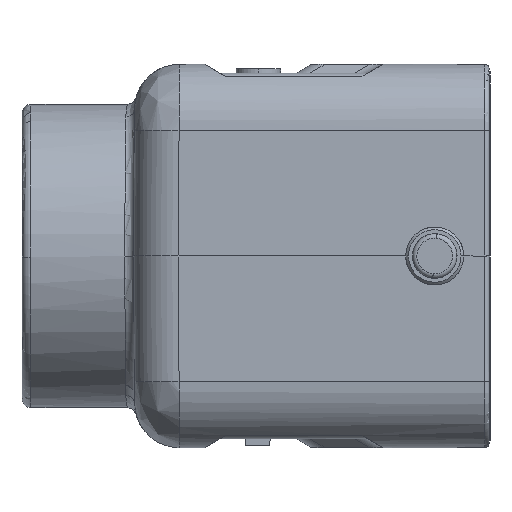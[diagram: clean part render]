
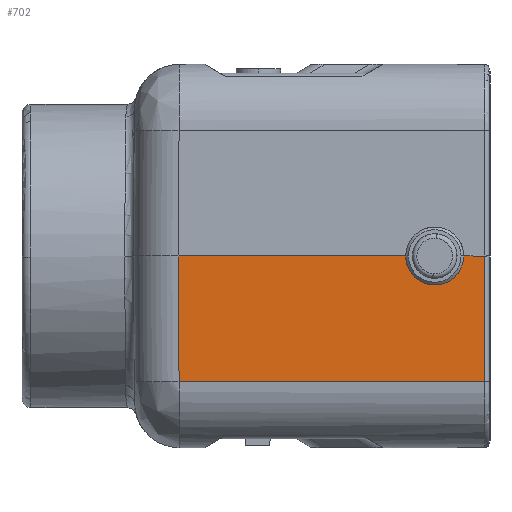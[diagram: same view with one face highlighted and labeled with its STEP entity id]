
A CAD part, left-side view. The second image highlights one B-rep face of the part: STEP entity #702.
In plain terms, the highlighted planar face has unit normal (-1, 0, -0.009).
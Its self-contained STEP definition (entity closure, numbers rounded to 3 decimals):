
#313=B_SPLINE_CURVE_WITH_KNOTS('',3,(#10756,#10757,#10758,#10759,#10760,
#10761,#10762,#10763,#10764,#10765),.UNSPECIFIED.,.F.,.F.,(4,2,2,2,4),(0.,
0.25,0.5,0.75,1.),.UNSPECIFIED.);
#316=B_SPLINE_CURVE_WITH_KNOTS('',3,(#10928,#10929,#10930,#10931,#10932,
#10933,#10934,#10935,#10936,#10937),.UNSPECIFIED.,.F.,.F.,(4,2,2,2,4),(0.,
0.25,0.5,0.75,1.),.UNSPECIFIED.);
#702=ADVANCED_FACE('NONE',(#1237),#1001,.T.);
#1001=PLANE('',#6469);
#1237=FACE_OUTER_BOUND('',#1588,.T.);
#1588=EDGE_LOOP('',(#3774,#3775,#3776,#3777,#3778,#3779,#3780));
#2086=LINE('',#10266,#2624);
#2125=LINE('',#10926,#2663);
#2126=LINE('',#10939,#2664);
#2127=LINE('',#10940,#2665);
#2128=LINE('',#10942,#2666);
#2624=VECTOR('',#7394,1.);
#2663=VECTOR('',#7539,1.);
#2664=VECTOR('',#7540,1.);
#2665=VECTOR('',#7541,1.);
#2666=VECTOR('',#7542,1.);
#3774=ORIENTED_EDGE('',*,*,#5742,.F.);
#3775=ORIENTED_EDGE('',*,*,#5719,.T.);
#3776=ORIENTED_EDGE('',*,*,#5743,.T.);
#3777=ORIENTED_EDGE('',*,*,#5744,.F.);
#3778=ORIENTED_EDGE('',*,*,#5626,.T.);
#3779=ORIENTED_EDGE('',*,*,#5745,.F.);
#3780=ORIENTED_EDGE('',*,*,#5746,.F.);
#4928=VERTEX_POINT('',#10265);
#4929=VERTEX_POINT('',#10267);
#4984=VERTEX_POINT('',#10755);
#4985=VERTEX_POINT('',#10766);
#5005=VERTEX_POINT('',#10927);
#5006=VERTEX_POINT('',#10938);
#5007=VERTEX_POINT('',#10941);
#5626=EDGE_CURVE('NONE',#4929,#4928,#2086,.T.);
#5719=EDGE_CURVE('NONE',#4985,#4984,#313,.T.);
#5742=EDGE_CURVE('NONE',#4985,#5005,#2125,.T.);
#5743=EDGE_CURVE('NONE',#4984,#5006,#316,.T.);
#5744=EDGE_CURVE('NONE',#4929,#5006,#2126,.T.);
#5745=EDGE_CURVE('NONE',#5007,#4928,#2127,.T.);
#5746=EDGE_CURVE('NONE',#5005,#5007,#2128,.T.);
#6469=AXIS2_PLACEMENT_3D('',#10943,#7543,#7544);
#7394=DIRECTION('',(0.009,-0.009,-1.));
#7539=DIRECTION('',(0.,-1.,0.));
#7540=DIRECTION('',(0.,-1.,0.));
#7541=DIRECTION('',(0.,1.,0.));
#7542=DIRECTION('',(0.009,0.,-1.));
#7543=DIRECTION('',(-1.,0.,-0.009));
#7544=DIRECTION('',(-0.009,0.,1.));
#10265=CARTESIAN_POINT('',(-29.877,34.877,-14.065));
#10266=CARTESIAN_POINT('',(-30.,35.,0.));
#10267=CARTESIAN_POINT('',(-30.,35.,0.));
#10755=CARTESIAN_POINT('',(-29.972,6.2,-3.25));
#10756=CARTESIAN_POINT('',(-30.,2.95,0.));
#10757=CARTESIAN_POINT('',(-29.996,2.95,-0.415));
#10758=CARTESIAN_POINT('',(-29.993,3.012,-0.779));
#10759=CARTESIAN_POINT('',(-29.986,3.344,-1.614));
#10760=CARTESIAN_POINT('',(-29.983,3.586,-1.982));
#10761=CARTESIAN_POINT('',(-29.977,4.218,-2.614));
#10762=CARTESIAN_POINT('',(-29.975,4.621,-2.87));
#10763=CARTESIAN_POINT('',(-29.972,5.387,-3.174));
#10764=CARTESIAN_POINT('',(-29.972,5.785,-3.25));
#10765=CARTESIAN_POINT('',(-29.972,6.2,-3.25));
#10766=CARTESIAN_POINT('',(-30.,2.95,0.));
#10926=CARTESIAN_POINT('',(-30.,2.95,0.));
#10927=CARTESIAN_POINT('',(-30.,0.6,0.));
#10928=CARTESIAN_POINT('',(-29.972,6.2,-3.25));
#10929=CARTESIAN_POINT('',(-29.972,6.614,-3.25));
#10930=CARTESIAN_POINT('',(-29.972,6.979,-3.187));
#10931=CARTESIAN_POINT('',(-29.975,7.814,-2.856));
#10932=CARTESIAN_POINT('',(-29.977,8.182,-2.614));
#10933=CARTESIAN_POINT('',(-29.983,8.814,-1.982));
#10934=CARTESIAN_POINT('',(-29.986,9.07,-1.579));
#10935=CARTESIAN_POINT('',(-29.993,9.374,-0.814));
#10936=CARTESIAN_POINT('',(-29.996,9.45,-0.415));
#10937=CARTESIAN_POINT('',(-30.,9.45,0.));
#10938=CARTESIAN_POINT('',(-30.,9.45,0.));
#10939=CARTESIAN_POINT('',(-30.,35.,0.));
#10940=CARTESIAN_POINT('',(-29.877,120.939,-14.065));
#10941=CARTESIAN_POINT('',(-29.877,0.6,-14.065));
#10942=CARTESIAN_POINT('',(-29.876,0.6,-14.216));
#10943=CARTESIAN_POINT('',(-30.,40.,0.));
